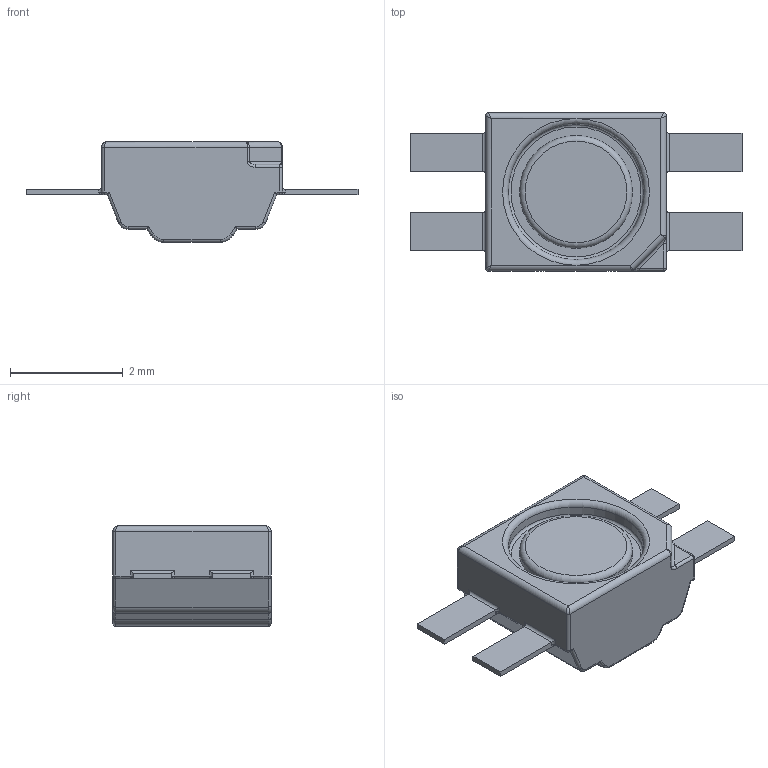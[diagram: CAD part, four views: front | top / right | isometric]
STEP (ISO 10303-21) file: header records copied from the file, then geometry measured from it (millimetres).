
FILE_DESCRIPTION(/* description */ (''),/* implementation_level */ '2;1');
FILE_NAME(/* name */ 'SK6812MINI-E v1.step',/* time_stamp */ '2024-07-20T14:34:34+05:30',/* author */ (''),/* organization */ (''),/* preprocessor_version */ 'ST-DEVELOPER v20',/* originating_system */ 'Autodesk Translation Framework v13.14.0.145',/* authorisation */ '');
FILE_SCHEMA (('AUTOMOTIVE_DESIGN { 1 0 10303 214 3 1 1 }'));
Length unit declared in the file: millimetre
Products named in the file (1): SK6812MINI-E
Bounding box: 5.88 x 2.8 x 1.78 mm (x, y, z)
Volume: 13.5 mm3; surface area: 46.9 mm2
Topology: 5 solids, 5 shells, 138 faces, 314 edges, 184 vertices
Faces by surface type: cylinder 56, plane 43, torus 27, bspline 7, sphere 5
Full cylindrical faces by diameter (mm): 2 x1, 2.4 x1
Entity records: 4044 total; most frequent: CARTESIAN_POINT 913, DIRECTION 666, ORIENTED_EDGE 622, EDGE_CURVE 311, AXIS2_PLACEMENT_3D 255, VERTEX_POINT 184, LINE 156, VECTOR 156
